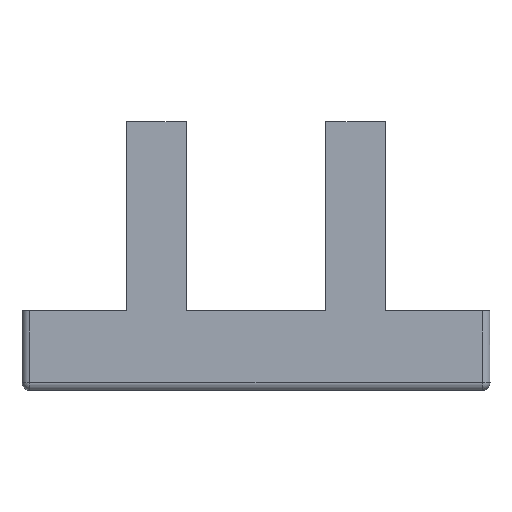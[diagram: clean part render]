
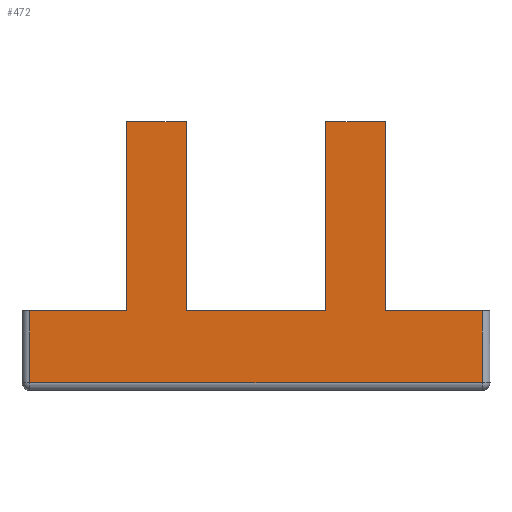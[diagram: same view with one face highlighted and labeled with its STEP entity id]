
A CAD part, front view. The second image highlights one B-rep face of the part: STEP entity #472.
In plain terms, the highlighted planar face has unit normal (0, -1, 0).
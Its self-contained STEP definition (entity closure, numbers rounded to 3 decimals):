
#11 = DIRECTION ( 'NONE',  ( 0., 0., -1. ) ) ;
#14 = LINE ( 'NONE', #279, #483 ) ;
#24 = DIRECTION ( 'NONE',  ( 0., 0., -1. ) ) ;
#26 = LINE ( 'NONE', #690, #443 ) ;
#28 = EDGE_CURVE ( 'NONE', #267, #363, #216, .T. ) ;
#32 = VECTOR ( 'NONE', #580, 1000. ) ;
#34 = LINE ( 'NONE', #638, #438 ) ;
#36 = VERTEX_POINT ( 'NONE', #553 ) ;
#40 = ORIENTED_EDGE ( 'NONE', *, *, #364, .T. ) ;
#46 = DIRECTION ( 'NONE',  ( 0., 0., -1. ) ) ;
#50 = CARTESIAN_POINT ( 'NONE',  ( 22.689, 0., 8. ) ) ;
#59 = DIRECTION ( 'NONE',  ( 1., 0., 0. ) ) ;
#63 = CARTESIAN_POINT ( 'NONE',  ( 7., 0., 8. ) ) ;
#81 = DIRECTION ( 'NONE',  ( 0., 0., -1. ) ) ;
#82 = LINE ( 'NONE', #144, #371 ) ;
#100 = VERTEX_POINT ( 'NONE', #50 ) ;
#112 = CARTESIAN_POINT ( 'NONE',  ( 13., 0., 27. ) ) ;
#114 = CARTESIAN_POINT ( 'NONE',  ( 13., 0., 27. ) ) ;
#124 = CARTESIAN_POINT ( 'NONE',  ( -13., 0., 27. ) ) ;
#129 = DIRECTION ( 'NONE',  ( 0., 0., 1. ) ) ;
#137 = LINE ( 'NONE', #482, #556 ) ;
#144 = CARTESIAN_POINT ( 'NONE',  ( 24.35, 0., 0.8 ) ) ;
#148 = VERTEX_POINT ( 'NONE', #63 ) ;
#169 = EDGE_CURVE ( 'NONE', #425, #595, #685, .T. ) ;
#187 = AXIS2_PLACEMENT_3D ( 'NONE', #569, #511, #400 ) ;
#192 = CARTESIAN_POINT ( 'NONE',  ( -22.689, 0., 8. ) ) ;
#201 = VERTEX_POINT ( 'NONE', #683 ) ;
#208 = ORIENTED_EDGE ( 'NONE', *, *, #246, .F. ) ;
#216 = LINE ( 'NONE', #495, #385 ) ;
#235 = DIRECTION ( 'NONE',  ( 1., 0., 0. ) ) ;
#236 = LINE ( 'NONE', #620, #380 ) ;
#246 = EDGE_CURVE ( 'NONE', #263, #664, #14, .T. ) ;
#250 = DIRECTION ( 'NONE',  ( 1., 0., 0. ) ) ;
#256 = EDGE_CURVE ( 'NONE', #36, #363, #395, .T. ) ;
#263 = VERTEX_POINT ( 'NONE', #625 ) ;
#267 = VERTEX_POINT ( 'NONE', #124 ) ;
#272 = VECTOR ( 'NONE', #24, 1000. ) ;
#273 = ORIENTED_EDGE ( 'NONE', *, *, #442, .F. ) ;
#275 = EDGE_CURVE ( 'NONE', #36, #201, #348, .T. ) ;
#279 = CARTESIAN_POINT ( 'NONE',  ( -7., 0., 27. ) ) ;
#280 = PLANE ( 'NONE',  #187 ) ;
#282 = CARTESIAN_POINT ( 'NONE',  ( -7., 0., 8. ) ) ;
#297 = EDGE_CURVE ( 'NONE', #414, #100, #137, .T. ) ;
#304 = LINE ( 'NONE', #529, #470 ) ;
#313 = ORIENTED_EDGE ( 'NONE', *, *, #612, .F. ) ;
#326 = ORIENTED_EDGE ( 'NONE', *, *, #581, .F. ) ;
#332 = EDGE_CURVE ( 'NONE', #267, #263, #304, .T. ) ;
#341 = FACE_OUTER_BOUND ( 'NONE', #439, .T. ) ;
#348 = LINE ( 'NONE', #192, #272 ) ;
#352 = CARTESIAN_POINT ( 'NONE',  ( 22.689, 0., 0.8 ) ) ;
#355 = CARTESIAN_POINT ( 'NONE',  ( 13., 0., 27. ) ) ;
#363 = VERTEX_POINT ( 'NONE', #412 ) ;
#364 = EDGE_CURVE ( 'NONE', #372, #148, #34, .T. ) ;
#371 = VECTOR ( 'NONE', #250, 1000. ) ;
#372 = VERTEX_POINT ( 'NONE', #478 ) ;
#380 = VECTOR ( 'NONE', #59, 1000. ) ;
#385 = VECTOR ( 'NONE', #46, 1000. ) ;
#395 = LINE ( 'NONE', #622, #497 ) ;
#400 = DIRECTION ( 'NONE',  ( 0., 0., 1. ) ) ;
#405 = DIRECTION ( 'NONE',  ( 0., 0., -1. ) ) ;
#412 = CARTESIAN_POINT ( 'NONE',  ( -13., 0., 8. ) ) ;
#413 = CARTESIAN_POINT ( 'NONE',  ( 13., 0., 8. ) ) ;
#414 = VERTEX_POINT ( 'NONE', #352 ) ;
#425 = VERTEX_POINT ( 'NONE', #114 ) ;
#430 = ORIENTED_EDGE ( 'NONE', *, *, #332, .F. ) ;
#438 = VECTOR ( 'NONE', #81, 1000. ) ;
#439 = EDGE_LOOP ( 'NONE', ( #640, #710, #273, #590, #313, #40, #326, #208, #430, #538, #532, #501 ) ) ;
#442 = EDGE_CURVE ( 'NONE', #595, #100, #236, .T. ) ;
#443 = VECTOR ( 'NONE', #635, 1000. ) ;
#469 = LINE ( 'NONE', #355, #32 ) ;
#470 = VECTOR ( 'NONE', #533, 1000. ) ;
#472 = ADVANCED_FACE ( 'NONE', ( #341 ), #280, .F. ) ;
#478 = CARTESIAN_POINT ( 'NONE',  ( 7., 0., 27. ) ) ;
#482 = CARTESIAN_POINT ( 'NONE',  ( 22.689, 0., 8. ) ) ;
#483 = VECTOR ( 'NONE', #405, 1000. ) ;
#495 = CARTESIAN_POINT ( 'NONE',  ( -13., 0., 27. ) ) ;
#497 = VECTOR ( 'NONE', #235, 1000. ) ;
#501 = ORIENTED_EDGE ( 'NONE', *, *, #275, .T. ) ;
#511 = DIRECTION ( 'NONE',  ( 0., 1., 0. ) ) ;
#529 = CARTESIAN_POINT ( 'NONE',  ( -13., 0., 27. ) ) ;
#532 = ORIENTED_EDGE ( 'NONE', *, *, #256, .F. ) ;
#533 = DIRECTION ( 'NONE',  ( 1., 0., 0. ) ) ;
#538 = ORIENTED_EDGE ( 'NONE', *, *, #28, .T. ) ;
#553 = CARTESIAN_POINT ( 'NONE',  ( -22.689, 0., 8. ) ) ;
#556 = VECTOR ( 'NONE', #129, 1000. ) ;
#569 = CARTESIAN_POINT ( 'NONE',  ( -24.35, 0., 8. ) ) ;
#573 = EDGE_CURVE ( 'NONE', #201, #414, #82, .T. ) ;
#580 = DIRECTION ( 'NONE',  ( 1., 0., 0. ) ) ;
#581 = EDGE_CURVE ( 'NONE', #664, #148, #26, .T. ) ;
#590 = ORIENTED_EDGE ( 'NONE', *, *, #169, .F. ) ;
#595 = VERTEX_POINT ( 'NONE', #413 ) ;
#612 = EDGE_CURVE ( 'NONE', #372, #425, #469, .T. ) ;
#620 = CARTESIAN_POINT ( 'NONE',  ( -24.35, 0., 8. ) ) ;
#622 = CARTESIAN_POINT ( 'NONE',  ( -24.35, 0., 8. ) ) ;
#625 = CARTESIAN_POINT ( 'NONE',  ( -7., 0., 27. ) ) ;
#635 = DIRECTION ( 'NONE',  ( 1., 0., 0. ) ) ;
#638 = CARTESIAN_POINT ( 'NONE',  ( 7., 0., 27. ) ) ;
#640 = ORIENTED_EDGE ( 'NONE', *, *, #573, .T. ) ;
#664 = VERTEX_POINT ( 'NONE', #282 ) ;
#680 = VECTOR ( 'NONE', #11, 1000. ) ;
#683 = CARTESIAN_POINT ( 'NONE',  ( -22.689, 0., 0.8 ) ) ;
#685 = LINE ( 'NONE', #112, #680 ) ;
#690 = CARTESIAN_POINT ( 'NONE',  ( -24.35, 0., 8. ) ) ;
#710 = ORIENTED_EDGE ( 'NONE', *, *, #297, .T. ) ;
